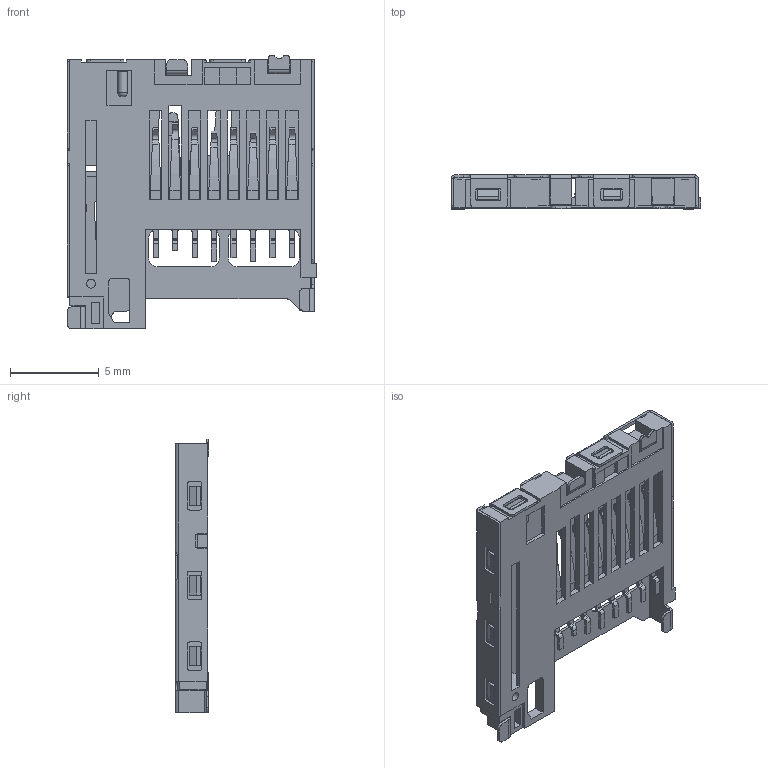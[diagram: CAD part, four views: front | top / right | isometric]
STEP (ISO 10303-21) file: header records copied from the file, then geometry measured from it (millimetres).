
FILE_DESCRIPTION (( 'STEP AP214' ), '1' );
FILE_NAME ('microSD_Connector.STEP', '2015-02-24T20:56:20', ( '' ), ( '' ), 'SwSTEP 2.0', 'SolidWorks 2015', '' );
FILE_SCHEMA (( 'AUTOMOTIVE_DESIGN' ));
Length unit declared in the file: millimetre
Products named in the file (7): microSD_Connector; microSD_Cover; microSD_Body; microSD_Pin_10.75; microSD_Card_Detect; microSD_Pin_11.15; microSD_Pin_11.35
Assembly tree (11 placements, depth 2):
  microSD_Connector
    microSD_Body
    microSD_Cover
    microSD_Card_Detect
    microSD_Pin_11.15  x5
    microSD_Pin_11.35  x2
    microSD_Pin_10.75
Bounding box: 14.1 x 1.9 x 15.45 mm (x, y, z)
Volume: 97.1 mm3; surface area: 953 mm2
Topology: 14 solids, 14 shells, 993 faces, 2577 edges, 1608 vertices
Faces by surface type: plane 712, cylinder 264, bspline 13, torus 2, sphere 2
Full cylindrical faces by diameter (mm): 0.5 x1, 0.55 x1
Entity records: 24995 total; most frequent: CARTESIAN_POINT 4625, ORIENTED_EDGE 4262, DIRECTION 4010, EDGE_CURVE 2131, LINE 1688, VECTOR 1688, VERTEX_POINT 1346, AXIS2_PLACEMENT_3D 1161
